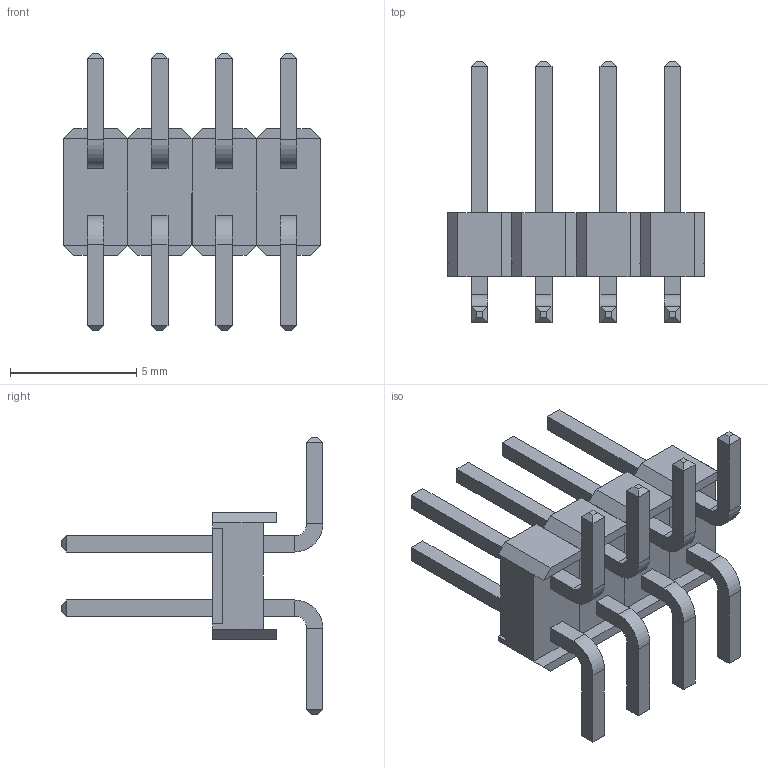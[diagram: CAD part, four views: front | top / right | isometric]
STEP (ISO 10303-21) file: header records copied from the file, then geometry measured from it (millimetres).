
FILE_DESCRIPTION (( 'STEP AP214' ), '1' );
FILE_NAME ('PLD_08SMD.STEP', '2019-07-03T12:40:03', ( '' ), ( '' ), 'SwSTEP 2.0', 'SolidWorks 2018', '' );
FILE_SCHEMA (( 'AUTOMOTIVE_DESIGN' ));
Length unit declared in the file: millimetre
Products named in the file (1): PLD_08SMD
Bounding box: 10.16 x 10.36 x 11 mm (x, y, z)
Volume: 139.3 mm3; surface area: 474.9 mm2
Topology: 4 solids, 4 shells, 296 faces, 672 edges, 400 vertices
Faces by surface type: plane 280, cylinder 16
Entity records: 11273 total; most frequent: CARTESIAN_POINT 1369, ORIENTED_EDGE 1344, DIRECTION 1298, EDGE_CURVE 672, LINE 640, VECTOR 640, VERTEX_POINT 400, AXIS2_PLACEMENT_3D 329
